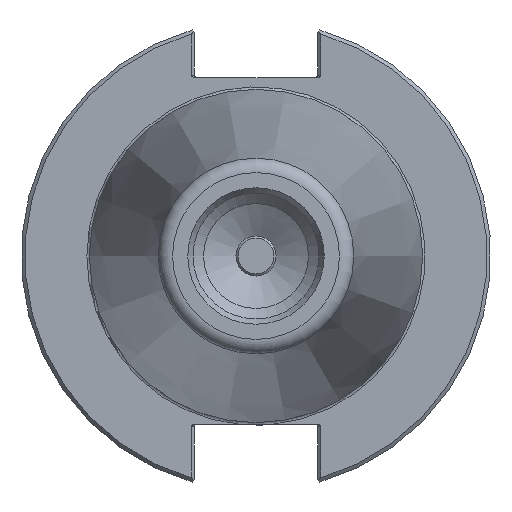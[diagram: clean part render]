
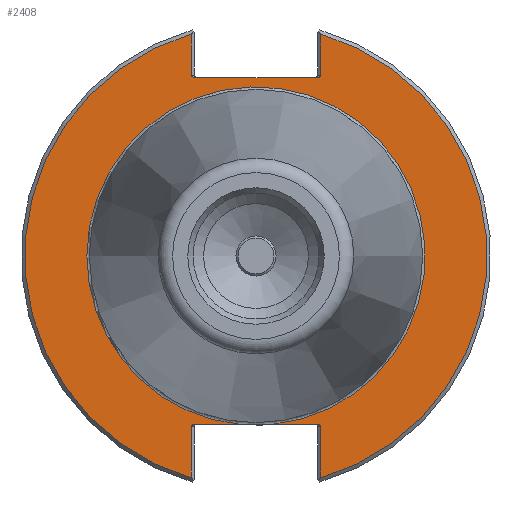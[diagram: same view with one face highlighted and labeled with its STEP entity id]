
A CAD part, left-side view. The second image highlights one B-rep face of the part: STEP entity #2408.
In plain terms, the highlighted planar face has unit normal (-1, 0, 0).
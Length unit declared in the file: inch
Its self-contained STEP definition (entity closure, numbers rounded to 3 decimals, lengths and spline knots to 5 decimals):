
#46=ELLIPSE('',#2730,0.02828,0.02);
#50=ELLIPSE('',#2741,0.02828,0.02);
#51=ELLIPSE('',#2747,0.02828,0.02);
#55=ELLIPSE('',#2758,0.02828,0.02);
#134=LINE('',#4737,#254);
#142=LINE('',#4765,#262);
#150=LINE('',#4792,#270);
#158=LINE('',#4820,#278);
#160=LINE('',#4843,#280);
#161=LINE('',#4845,#281);
#162=LINE('',#4847,#282);
#254=VECTOR('',#3177,0.3937);
#262=VECTOR('',#3207,0.3937);
#270=VECTOR('',#3235,0.3937);
#278=VECTOR('',#3265,0.3937);
#280=VECTOR('',#3279,0.3937);
#281=VECTOR('',#3282,0.3937);
#282=VECTOR('',#3285,0.3937);
#399=PLANE('',#2771);
#711=FACE_OUTER_BOUND('',#902,.T.);
#902=EDGE_LOOP('',(#1983,#1984,#1985,#1986,#1987,#1988,#1989,#1990,#1991,
#1992,#1993,#1994,#1995,#1996));
#1087=CIRCLE('',#2769,1.395);
#1089=CIRCLE('',#2772,1.9075);
#1090=CIRCLE('',#2773,1.9075);
#1276=VERTEX_POINT('',#4724);
#1277=VERTEX_POINT('',#4726);
#1280=VERTEX_POINT('',#4736);
#1285=VERTEX_POINT('',#4752);
#1286=VERTEX_POINT('',#4754);
#1289=VERTEX_POINT('',#4764);
#1291=VERTEX_POINT('',#4770);
#1292=VERTEX_POINT('',#4771);
#1298=VERTEX_POINT('',#4790);
#1301=VERTEX_POINT('',#4800);
#1302=VERTEX_POINT('',#4802);
#1307=VERTEX_POINT('',#4818);
#1309=VERTEX_POINT('',#4826);
#1310=VERTEX_POINT('',#4827);
#1526=EDGE_CURVE('',#1276,#1277,#46,.T.);
#1531=EDGE_CURVE('',#1277,#1280,#134,.T.);
#1540=EDGE_CURVE('',#1285,#1286,#50,.T.);
#1545=EDGE_CURVE('',#1286,#1289,#142,.T.);
#1548=EDGE_CURVE('',#1291,#1292,#51,.T.);
#1559=EDGE_CURVE('',#1298,#1291,#150,.T.);
#1564=EDGE_CURVE('',#1301,#1302,#55,.T.);
#1573=EDGE_CURVE('',#1307,#1301,#158,.T.);
#1577=EDGE_CURVE('',#1309,#1310,#1087,.T.);
#1579=EDGE_CURVE('',#1292,#1309,#160,.T.);
#1580=EDGE_CURVE('',#1280,#1298,#1089,.T.);
#1581=EDGE_CURVE('',#1302,#1276,#161,.T.);
#1582=EDGE_CURVE('',#1289,#1307,#1090,.T.);
#1583=EDGE_CURVE('',#1310,#1285,#162,.T.);
#1983=ORIENTED_EDGE('',*,*,#1577,.F.);
#1984=ORIENTED_EDGE('',*,*,#1579,.F.);
#1985=ORIENTED_EDGE('',*,*,#1548,.F.);
#1986=ORIENTED_EDGE('',*,*,#1559,.F.);
#1987=ORIENTED_EDGE('',*,*,#1580,.F.);
#1988=ORIENTED_EDGE('',*,*,#1531,.F.);
#1989=ORIENTED_EDGE('',*,*,#1526,.F.);
#1990=ORIENTED_EDGE('',*,*,#1581,.F.);
#1991=ORIENTED_EDGE('',*,*,#1564,.F.);
#1992=ORIENTED_EDGE('',*,*,#1573,.F.);
#1993=ORIENTED_EDGE('',*,*,#1582,.F.);
#1994=ORIENTED_EDGE('',*,*,#1545,.F.);
#1995=ORIENTED_EDGE('',*,*,#1540,.F.);
#1996=ORIENTED_EDGE('',*,*,#1583,.F.);
#2408=ADVANCED_FACE('',(#711),#399,.T.);
#2730=AXIS2_PLACEMENT_3D('',#4727,#3166,#3167);
#2741=AXIS2_PLACEMENT_3D('',#4755,#3196,#3197);
#2747=AXIS2_PLACEMENT_3D('',#4772,#3213,#3214);
#2758=AXIS2_PLACEMENT_3D('',#4803,#3245,#3246);
#2769=AXIS2_PLACEMENT_3D('',#4839,#3273,#3274);
#2771=AXIS2_PLACEMENT_3D('',#4842,#3277,#3278);
#2772=AXIS2_PLACEMENT_3D('',#4844,#3280,#3281);
#2773=AXIS2_PLACEMENT_3D('',#4846,#3283,#3284);
#3166=DIRECTION('center_axis',(-1.,0.,0.));
#3167=DIRECTION('ref_axis',(0.,-1.,0.));
#3177=DIRECTION('',(0.,0.,1.));
#3196=DIRECTION('center_axis',(-1.,0.,0.));
#3197=DIRECTION('ref_axis',(0.,1.,0.));
#3207=DIRECTION('',(0.,0.,-1.));
#3213=DIRECTION('center_axis',(-1.,0.,0.));
#3214=DIRECTION('ref_axis',(0.,-1.,0.));
#3235=DIRECTION('',(0.,0.,1.));
#3245=DIRECTION('center_axis',(-1.,0.,0.));
#3246=DIRECTION('ref_axis',(0.,1.,0.));
#3265=DIRECTION('',(0.,0.,-1.));
#3273=DIRECTION('center_axis',(-1.,0.,0.));
#3274=DIRECTION('ref_axis',(0.,-1.,0.));
#3277=DIRECTION('center_axis',(-1.,0.,0.));
#3278=DIRECTION('ref_axis',(0.,0.,1.));
#3279=DIRECTION('',(0.,1.,0.));
#3280=DIRECTION('center_axis',(1.,0.,0.));
#3281=DIRECTION('ref_axis',(0.,-1.,0.));
#3282=DIRECTION('',(0.,-1.,0.));
#3283=DIRECTION('center_axis',(1.,0.,0.));
#3284=DIRECTION('ref_axis',(0.,1.,0.));
#3285=DIRECTION('',(0.,1.,0.));
#4724=CARTESIAN_POINT('',(0.125,-0.50422,1.472));
#4726=CARTESIAN_POINT('',(0.125,-0.5325,1.492));
#4727=CARTESIAN_POINT('Origin',(0.125,-0.50422,1.492));
#4736=CARTESIAN_POINT('',(0.125,-0.5325,1.83167));
#4737=CARTESIAN_POINT('',(0.125,-0.5325,0.736));
#4752=CARTESIAN_POINT('',(0.125,0.50422,-1.388));
#4754=CARTESIAN_POINT('',(0.125,0.5325,-1.408));
#4755=CARTESIAN_POINT('Origin',(0.125,0.50422,-1.408));
#4764=CARTESIAN_POINT('',(0.125,0.5325,-1.83167));
#4765=CARTESIAN_POINT('',(0.125,0.5325,-0.694));
#4770=CARTESIAN_POINT('',(0.125,-0.5325,-1.408));
#4771=CARTESIAN_POINT('',(0.125,-0.50422,-1.388));
#4772=CARTESIAN_POINT('Origin',(0.125,-0.50422,-1.408));
#4790=CARTESIAN_POINT('',(0.125,-0.5325,-1.83167));
#4792=CARTESIAN_POINT('',(0.125,-0.5325,-0.694));
#4800=CARTESIAN_POINT('',(0.125,0.5325,1.492));
#4802=CARTESIAN_POINT('',(0.125,0.50422,1.472));
#4803=CARTESIAN_POINT('Origin',(0.125,0.50422,1.492));
#4818=CARTESIAN_POINT('',(0.125,0.5325,1.83167));
#4820=CARTESIAN_POINT('',(0.125,0.5325,0.736));
#4826=CARTESIAN_POINT('',(0.125,-0.13957,-1.388));
#4827=CARTESIAN_POINT('',(0.125,0.13957,-1.388));
#4839=CARTESIAN_POINT('Origin',(0.125,0.,0.));
#4842=CARTESIAN_POINT('Origin',(0.125,1.65625,0.));
#4843=CARTESIAN_POINT('',(0.125,0.82813,-1.388));
#4844=CARTESIAN_POINT('Origin',(0.125,0.,0.));
#4845=CARTESIAN_POINT('',(0.125,0.82813,1.472));
#4846=CARTESIAN_POINT('Origin',(0.125,0.,0.));
#4847=CARTESIAN_POINT('',(0.125,0.82813,-1.388));
